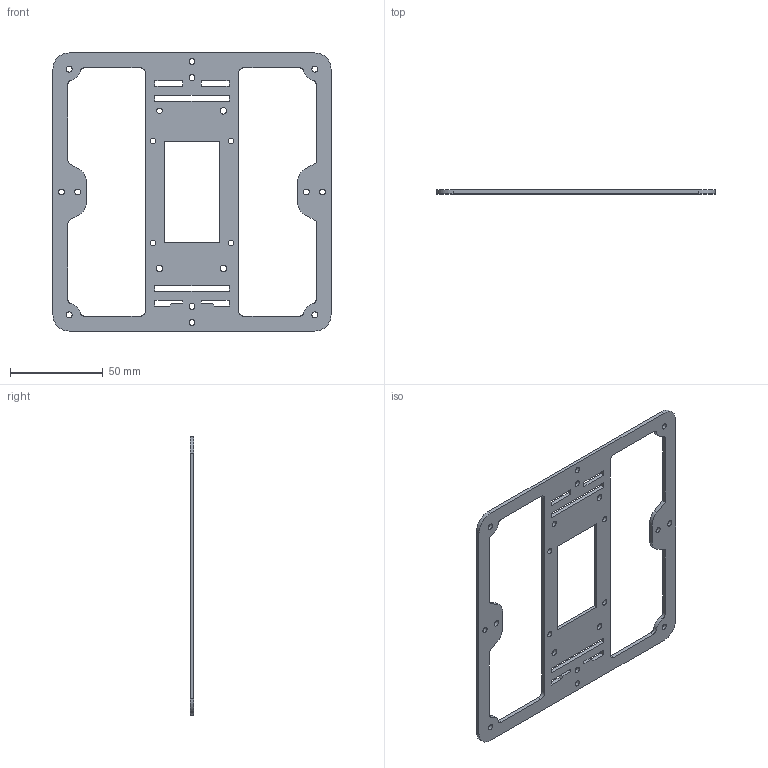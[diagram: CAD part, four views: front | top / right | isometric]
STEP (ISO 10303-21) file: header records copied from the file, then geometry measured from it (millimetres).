
FILE_DESCRIPTION(/* description */ ('STEP AP242','CAx-IF Rec.Pracs.---Representation and Presentation of Product Manufacturing Information (PMI)---4.0---2014-10-13','CAx-IF Rec.Pracs.---3D Tessellated Geometry---0.4---2014-09-14','2;1'),/* implementation_level */ '2;1');
FILE_NAME(/* name */ '671a1478c2140f176d937a60',/* time_stamp */ '2024-10-24T09:33:45Z',/* author */ (''),/* organization */ (''),/* preprocessor_version */ 'ST-DEVELOPER v20',/* originating_system */ ' ',/* authorisation */ ' ');
FILE_SCHEMA (('AP242_MANAGED_MODEL_BASED_3D_ENGINEERING_MIM_LF { 1 0 10303 442 1 1 4 }'));
Length unit declared in the file: metre
Products named in the file (1): Part 10
Bounding box: 150 x 2 x 150 mm (x, y, z)
Volume: 19254 mm3; surface area: 23200.4 mm2
Topology: 1 solids, 1 shells, 100 faces, 294 edges, 196 vertices
Faces by surface type: plane 54, cylinder 46
Full cylindrical faces by diameter (mm): 3 x1, 3.1 x4, 3.2 x12, 3.5 x3
Entity records: 3388 total; most frequent: CARTESIAN_POINT 571, DIRECTION 568, ORIENTED_EDGE 548, EDGE_CURVE 274, VERTEX_POINT 196, AXIS2_PLACEMENT_3D 193, LINE 182, VECTOR 182
